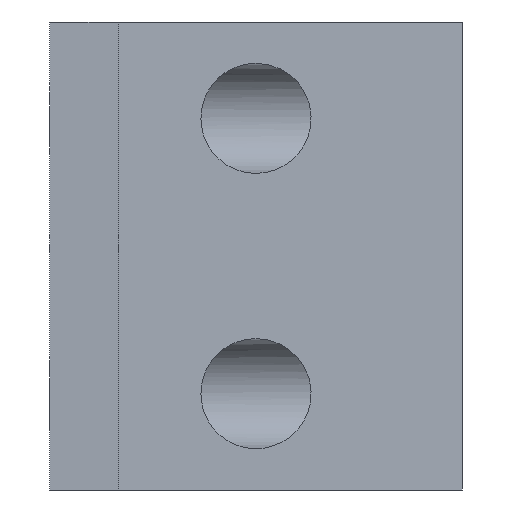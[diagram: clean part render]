
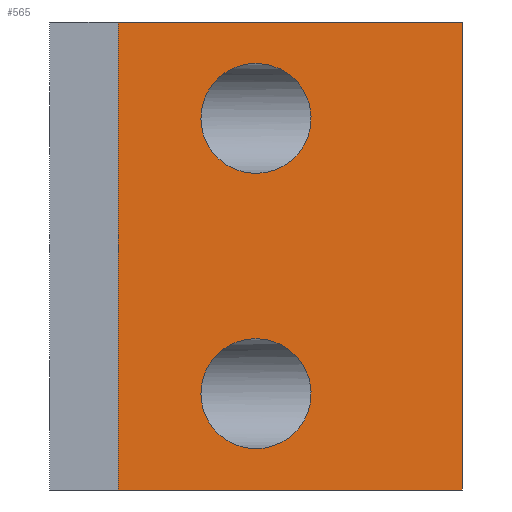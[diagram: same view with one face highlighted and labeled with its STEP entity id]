
A CAD part, front view. The second image highlights one B-rep face of the part: STEP entity #565.
In plain terms, the highlighted planar face has unit normal (0.707, -0.707, 0).
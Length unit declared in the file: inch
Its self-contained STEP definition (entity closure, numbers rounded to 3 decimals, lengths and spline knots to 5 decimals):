
#137=ELLIPSE('',#604,0.28284,0.2);
#138=ELLIPSE('',#605,0.28284,0.2);
#139=ELLIPSE('',#610,0.28284,0.2);
#140=ELLIPSE('',#611,0.28284,0.2);
#143=FACE_BOUND('',#208,.T.);
#144=FACE_BOUND('',#209,.T.);
#183=FACE_OUTER_BOUND('',#207,.T.);
#207=EDGE_LOOP('',(#503,#504,#505,#506));
#208=EDGE_LOOP('',(#507,#508));
#209=EDGE_LOOP('',(#509,#510));
#252=LINE('',#916,#298);
#254=LINE('',#920,#300);
#256=LINE('',#924,#302);
#257=LINE('',#925,#303);
#298=VECTOR('',#747,0.3937);
#300=VECTOR('',#751,0.3937);
#302=VECTOR('',#755,0.3937);
#303=VECTOR('',#756,0.3937);
#328=VERTEX_POINT('',#862);
#329=VERTEX_POINT('',#864);
#332=VERTEX_POINT('',#873);
#333=VERTEX_POINT('',#875);
#344=VERTEX_POINT('',#913);
#345=VERTEX_POINT('',#915);
#346=VERTEX_POINT('',#919);
#347=VERTEX_POINT('',#923);
#375=EDGE_CURVE('',#329,#328,#137,.T.);
#376=EDGE_CURVE('',#328,#329,#138,.T.);
#380=EDGE_CURVE('',#333,#332,#139,.T.);
#381=EDGE_CURVE('',#332,#333,#140,.T.);
#400=EDGE_CURVE('',#344,#345,#252,.T.);
#402=EDGE_CURVE('',#346,#345,#254,.T.);
#404=EDGE_CURVE('',#347,#344,#256,.T.);
#405=EDGE_CURVE('',#347,#346,#257,.T.);
#503=ORIENTED_EDGE('',*,*,#402,.T.);
#504=ORIENTED_EDGE('',*,*,#400,.F.);
#505=ORIENTED_EDGE('',*,*,#404,.F.);
#506=ORIENTED_EDGE('',*,*,#405,.T.);
#507=ORIENTED_EDGE('',*,*,#375,.T.);
#508=ORIENTED_EDGE('',*,*,#376,.T.);
#509=ORIENTED_EDGE('',*,*,#380,.T.);
#510=ORIENTED_EDGE('',*,*,#381,.T.);
#543=PLANE('',#621);
#565=ADVANCED_FACE('',(#183,#143,#144),#543,.T.);
#604=AXIS2_PLACEMENT_3D('',#865,#696,#697);
#605=AXIS2_PLACEMENT_3D('',#866,#698,#699);
#610=AXIS2_PLACEMENT_3D('',#876,#709,#710);
#611=AXIS2_PLACEMENT_3D('',#877,#711,#712);
#621=AXIS2_PLACEMENT_3D('',#922,#753,#754);
#696=DIRECTION('center_axis',(-0.707,0.707,0.));
#697=DIRECTION('ref_axis',(0.707,0.707,0.));
#698=DIRECTION('center_axis',(-0.707,0.707,0.));
#699=DIRECTION('ref_axis',(0.707,0.707,0.));
#709=DIRECTION('center_axis',(-0.707,0.707,0.));
#710=DIRECTION('ref_axis',(0.707,0.707,0.));
#711=DIRECTION('center_axis',(-0.707,0.707,0.));
#712=DIRECTION('ref_axis',(0.707,0.707,0.));
#747=DIRECTION('',(0.707,0.707,0.));
#751=DIRECTION('',(0.,0.,1.));
#753=DIRECTION('center_axis',(0.707,-0.707,0.));
#754=DIRECTION('ref_axis',(0.707,0.707,0.));
#755=DIRECTION('',(0.,0.,1.));
#756=DIRECTION('',(0.707,0.707,0.));
#862=CARTESIAN_POINT('',(0.75,0.5,1.05));
#864=CARTESIAN_POINT('',(0.55,0.3,0.85));
#865=CARTESIAN_POINT('Origin',(0.75,0.5,0.85));
#866=CARTESIAN_POINT('Origin',(0.75,0.5,0.85));
#873=CARTESIAN_POINT('',(0.75,0.5,0.05));
#875=CARTESIAN_POINT('',(0.55,0.3,-0.15));
#876=CARTESIAN_POINT('Origin',(0.75,0.5,-0.15));
#877=CARTESIAN_POINT('Origin',(0.75,0.5,-0.15));
#913=CARTESIAN_POINT('',(0.25,0.,1.2));
#915=CARTESIAN_POINT('',(1.5,1.25,1.2));
#916=CARTESIAN_POINT('',(0.34375,0.09375,1.2));
#919=CARTESIAN_POINT('',(1.5,1.25,-0.5));
#920=CARTESIAN_POINT('',(1.5,1.25,0.));
#922=CARTESIAN_POINT('Origin',(0.25,0.,0.));
#923=CARTESIAN_POINT('',(0.25,0.,-0.5));
#924=CARTESIAN_POINT('',(0.25,0.,0.));
#925=CARTESIAN_POINT('',(1.4375,1.1875,-0.5));
